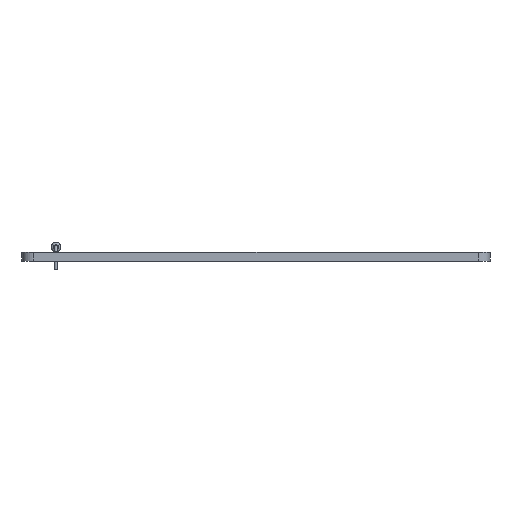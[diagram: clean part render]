
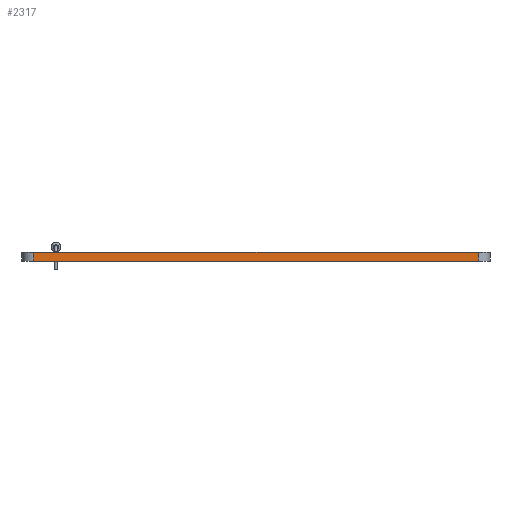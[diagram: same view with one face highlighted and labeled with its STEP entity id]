
A CAD part, left-side view. The second image highlights one B-rep face of the part: STEP entity #2317.
In plain terms, the highlighted planar face has unit normal (-1, 0, 0).
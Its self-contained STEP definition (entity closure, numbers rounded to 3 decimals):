
#700 = VERTEX_POINT('',#701);
#701 = CARTESIAN_POINT('',(111.76,-68.04,0.));
#708 = EDGE_CURVE('',#709,#700,#711,.T.);
#709 = VERTEX_POINT('',#710);
#710 = CARTESIAN_POINT('',(111.76,-142.78,0.));
#711 = LINE('',#712,#713);
#712 = CARTESIAN_POINT('',(111.76,-142.78,0.));
#713 = VECTOR('',#714,1.);
#714 = DIRECTION('',(0.,1.,0.));
#1495 = VERTEX_POINT('',#1496);
#1496 = CARTESIAN_POINT('',(111.76,-68.04,1.51));
#1503 = EDGE_CURVE('',#1504,#1495,#1506,.T.);
#1504 = VERTEX_POINT('',#1505);
#1505 = CARTESIAN_POINT('',(111.76,-142.78,1.51));
#1506 = LINE('',#1507,#1508);
#1507 = CARTESIAN_POINT('',(111.76,-142.78,1.51));
#1508 = VECTOR('',#1509,1.);
#1509 = DIRECTION('',(0.,1.,0.));
#2287 = EDGE_CURVE('',#700,#1495,#2288,.T.);
#2288 = LINE('',#2289,#2290);
#2289 = CARTESIAN_POINT('',(111.76,-68.04,0.));
#2290 = VECTOR('',#2291,1.);
#2291 = DIRECTION('',(0.,0.,1.));
#2317 = ADVANCED_FACE('',(#2318),#2329,.T.);
#2318 = FACE_BOUND('',#2319,.T.);
#2319 = EDGE_LOOP('',(#2320,#2326,#2327,#2328));
#2320 = ORIENTED_EDGE('',*,*,#2321,.T.);
#2321 = EDGE_CURVE('',#709,#1504,#2322,.T.);
#2322 = LINE('',#2323,#2324);
#2323 = CARTESIAN_POINT('',(111.76,-142.78,0.));
#2324 = VECTOR('',#2325,1.);
#2325 = DIRECTION('',(0.,0.,1.));
#2326 = ORIENTED_EDGE('',*,*,#1503,.T.);
#2327 = ORIENTED_EDGE('',*,*,#2287,.F.);
#2328 = ORIENTED_EDGE('',*,*,#708,.F.);
#2329 = PLANE('',#2330);
#2330 = AXIS2_PLACEMENT_3D('',#2331,#2332,#2333);
#2331 = CARTESIAN_POINT('',(111.76,-142.78,0.));
#2332 = DIRECTION('',(-1.,0.,0.));
#2333 = DIRECTION('',(0.,1.,0.));
